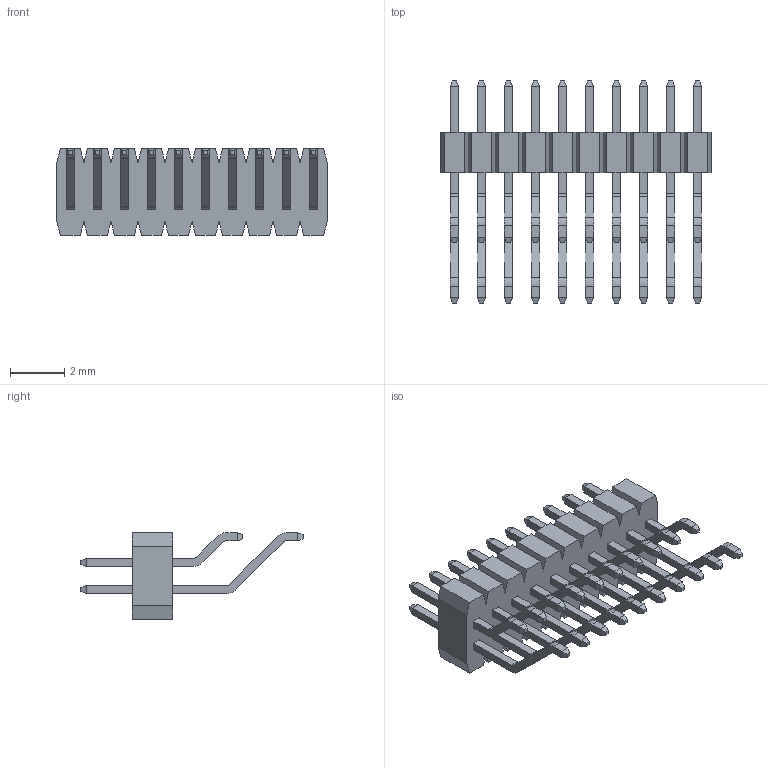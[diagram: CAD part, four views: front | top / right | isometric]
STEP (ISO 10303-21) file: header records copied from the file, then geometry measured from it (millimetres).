
FILE_DESCRIPTION( ('This file contains a STEP AP42 implementation' ,'as created by ZW3D STEP Interface translator.') ,'2;1' );
FILE_NAME( '1515-12XXXXZ062XXXX.stp' ,'23 314.105523', (''), ('ZWCAD Software Co.'), 'Version 1.0', 'ZW3D to STEP translator', '' );
FILE_SCHEMA(('AUTOMOTIVE_DESIGN { 1 0 10303 214 1 1 1 1 }'));
Length unit declared in the file: millimetre
Products named in the file (2): 0; 1515-1210XXZ062XXXX
Bounding box: 10 x 8.22 x 3.2 mm (x, y, z)
Volume: 56.8 mm3; surface area: 336.6 mm2
Topology: 21 solids, 21 shells, 584 faces, 1466 edges, 924 vertices
Faces by surface type: plane 504, cylinder 80
Entity records: 17691 total; most frequent: CARTESIAN_POINT 2975, ORIENTED_EDGE 2932, DIRECTION 2796, EDGE_CURVE 1466, VECTOR 1306, LINE 1306, VERTEX_POINT 924, AXIS2_PLACEMENT_3D 745
